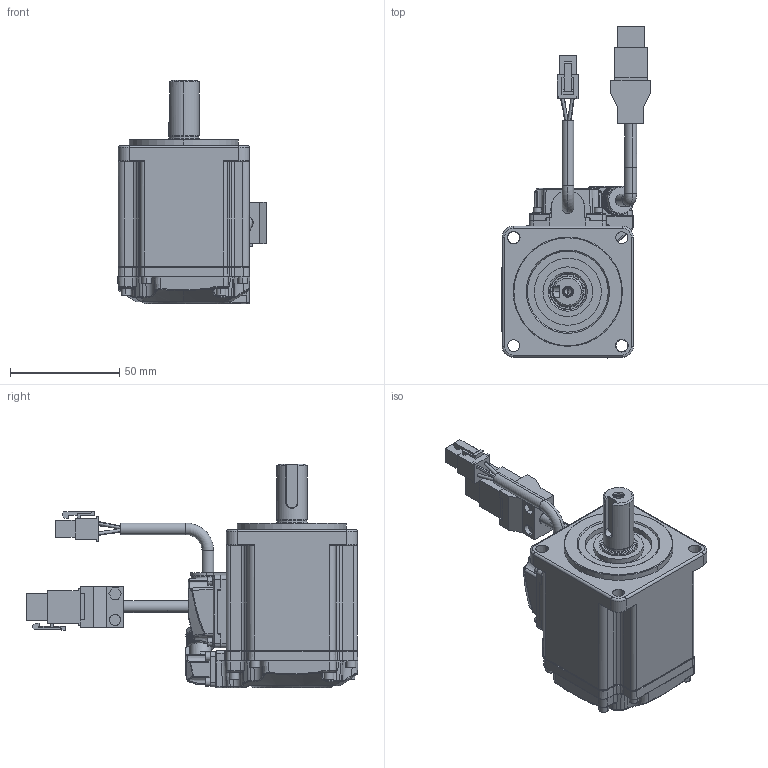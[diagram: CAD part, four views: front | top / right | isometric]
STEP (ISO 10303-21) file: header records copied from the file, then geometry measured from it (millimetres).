
FILE_DESCRIPTION(/* description */ ('Alibre Inc.'),/* implementation_level */ '2;1');
FILE_NAME(/* name */ 'export-9A82131B-79C9-45AF-ABA2-2B3F1AE4FD8A',/* time_stamp */ '2024-04-20T15:52:44+02:00',/* author */ (''),/* organization */ (''),/* preprocessor_version */ 'ST-DEVELOPER v17',/* originating_system */ 'Alibre',/* authorisation */ '');
FILE_SCHEMA (('AUTOMOTIVE_DESIGN'));
Length unit declared in the file: millimetre
Products named in the file (4): ECM-B3M-C20602RS1; CABLE_CLAMP-1; C1302H02_3X3P-1; ECM-B3M-C20602RS1_ASM
Bounding box: 67.99 x 152 x 102.5 mm (x, y, z)
Volume: 275142.1 mm3; surface area: 39937.5 mm2
Topology: 3 solids, 3 shells, 1440 faces, 3550 edges, 2153 vertices
Faces by surface type: plane 603, cylinder 370, cone 172, bspline 148, torus 120, sphere 27
Entity records: 49739 total; most frequent: CARTESIAN_POINT 18429, ORIENTED_EDGE 7058, DIRECTION 5368, EDGE_CURVE 3529, AXIS2_PLACEMENT_3D 2254, VERTEX_POINT 2153, VECTOR 1583, LINE 1583
